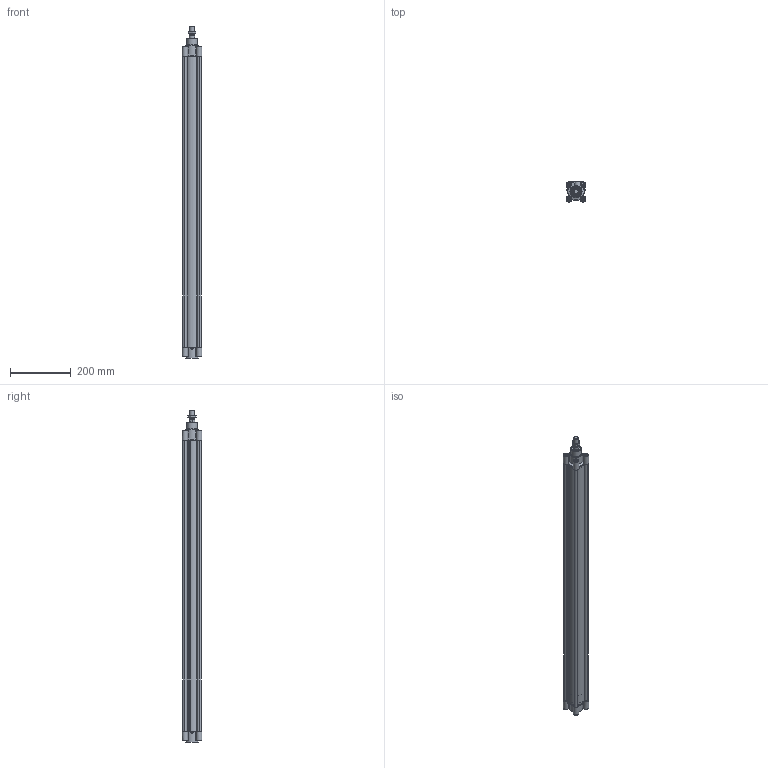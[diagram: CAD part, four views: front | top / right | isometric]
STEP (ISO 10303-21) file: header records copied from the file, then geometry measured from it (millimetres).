
FILE_DESCRIPTION(/* description */ ('Unknown'),/* implementation_level */ '2;1');
FILE_NAME(/* name */ '1390.50.915.01',/* time_stamp */ '2018-09-24T08:31:22-04:00',/* author */ ('Unknown'),/* organization */ ('Unknown'),/* preprocessor_version */ 'ST-DEVELOPER v16.7',/* originating_system */ 'DEX',/* authorisation */ $);
FILE_SCHEMA (('AUTOMOTIVE_DESIGN {1 0 10303 214 3 1 1}'));
Length unit declared in the file: millimetre
Products named in the file (6): 1390_50_XXXX_01; CPL050_004-XXXX; CPL050-001-01; 1320_50_18F; CPL_50_XXXX; CPL050-002-01
Assembly tree (5 placements, depth 2):
  1390_50_XXXX_01
    CPL050_004-XXXX
    CPL050-001-01
    1320_50_18F
    CPL_50_XXXX
    CPL050-002-01
Bounding box: 65 x 65 x 1094 mm (x, y, z)
Volume: 1341790.1 mm3; surface area: 721561.7 mm2
Topology: 5 solids, 5 shells, 314 faces, 771 edges, 507 vertices
Faces by surface type: plane 200, cylinder 89, cone 24, torus 1
Full cylindrical faces by diameter (mm): 6.75 x8, 7.4 x4, 10 x2, 11.6 x2, 13 x8, 13.5 x8, 14.5 x2, 16 x1, 19.5 x1, 20 x2, 35 x1, 40 x2, 50 x4
Entity records: 9127 total; most frequent: CARTESIAN_POINT 1674, DIRECTION 1520, ORIENTED_EDGE 1430, EDGE_CURVE 715, AXIS2_PLACEMENT_3D 537, VERTEX_POINT 503, LINE 446, VECTOR 446
